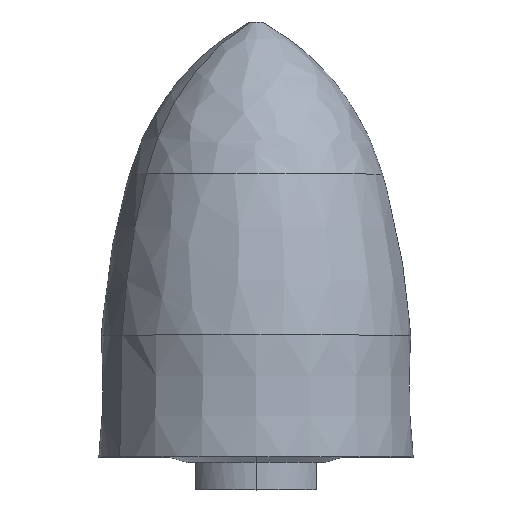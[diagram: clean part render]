
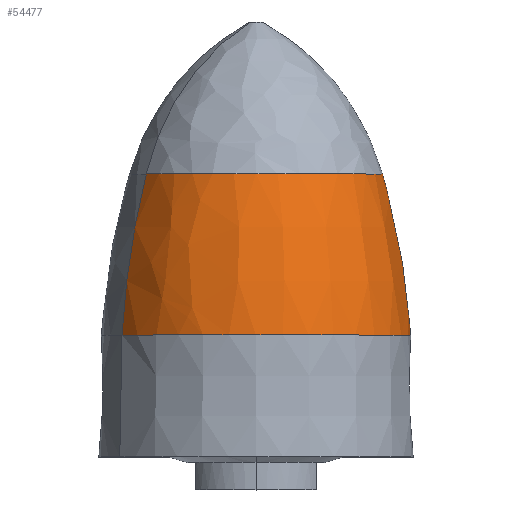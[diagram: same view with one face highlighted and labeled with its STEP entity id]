
A CAD part, top view. The second image highlights one B-rep face of the part: STEP entity #54477.
In plain terms, the highlighted free-form (B-spline) face has degree [3, 3] with [4, 4] control points.
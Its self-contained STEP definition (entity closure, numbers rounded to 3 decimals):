
#3094 = ORIENTED_EDGE ( 'NONE', *, *, #33216, .T. ) ;
#3336 = CARTESIAN_POINT ( 'NONE',  ( -79.314, 46.297, 39.657 ) ) ;
#3707 = CARTESIAN_POINT ( 'NONE',  ( 0., 31.97, -40.585 ) ) ;
#7463 =( BOUNDED_SURFACE ( )  B_SPLINE_SURFACE ( 3, 3, ( 
 ( #30998, #26378, #44932, #11841 ),
 ( #53586, #3336, #30403, #34829 ),
 ( #48752, #44529, #25989, #21169 ),
 ( #53384, #25786, #58056, #35022 ) ),
 .UNSPECIFIED., .F., .F., .F. ) 
 B_SPLINE_SURFACE_WITH_KNOTS ( ( 4, 4 ),
 ( 4, 4 ),
 ( 0., 1. ),
 ( 0., 1. ),
 .UNSPECIFIED. ) 
 GEOMETRIC_REPRESENTATION_ITEM ( )  RATIONAL_B_SPLINE_SURFACE ( (
 ( 1., 0.333, 0.333, 1.),
 ( 0.996, 0.332, 0.332, 0.996),
 ( 0.996, 0.332, 0.332, 0.996),
 ( 1., 0.333, 0.333, 1.) ) ) 
 REPRESENTATION_ITEM ( '' )  SURFACE ( )  );
#10440 = EDGE_CURVE ( 'NONE', #14772, #41607, #38328, .T. ) ;
#10588 = EDGE_LOOP ( 'NONE', ( #14071, #19538, #3094, #38856 ) ) ;
#11145 = CARTESIAN_POINT ( 'NONE',  ( 0., 74.24, -33.235 ) ) ;
#11612 = DIRECTION ( 'NONE',  ( 0., -1., 0. ) ) ;
#11841 = CARTESIAN_POINT ( 'NONE',  ( 0., 31.97, -40.585 ) ) ;
#14071 = ORIENTED_EDGE ( 'NONE', *, *, #10440, .F. ) ;
#14559 = CARTESIAN_POINT ( 'NONE',  ( 0., 74.24, 33.235 ) ) ;
#14636 = CARTESIAN_POINT ( 'NONE',  ( 0., 19.04, 158.997 ) ) ;
#14772 = VERTEX_POINT ( 'NONE', #16321 ) ;
#15324 = CIRCLE ( 'NONE', #48289, 33.235 ) ;
#16321 = CARTESIAN_POINT ( 'NONE',  ( 0., 31.97, 40.585 ) ) ;
#18176 = FACE_OUTER_BOUND ( 'NONE', #10588, .T. ) ;
#19057 = CARTESIAN_POINT ( 'NONE',  ( 0., 31.97, 0. ) ) ;
#19538 = ORIENTED_EDGE ( 'NONE', *, *, #57674, .T. ) ;
#21081 = VERTEX_POINT ( 'NONE', #11145 ) ;
#21169 = CARTESIAN_POINT ( 'NONE',  ( 0., 60.441, -37.197 ) ) ;
#23176 = DIRECTION ( 'NONE',  ( 0., 0., -1. ) ) ;
#23195 = CIRCLE ( 'NONE', #24229, 200. ) ;
#24229 = AXIS2_PLACEMENT_3D ( 'NONE', #25239, #57289, #29453 ) ;
#25239 = CARTESIAN_POINT ( 'NONE',  ( 0., 19.04, -158.997 ) ) ;
#25786 = CARTESIAN_POINT ( 'NONE',  ( -66.47, 74.24, 33.235 ) ) ;
#25989 = CARTESIAN_POINT ( 'NONE',  ( -74.395, 60.441, -37.197 ) ) ;
#26378 = CARTESIAN_POINT ( 'NONE',  ( -81.17, 31.97, 40.585 ) ) ;
#27472 = CIRCLE ( 'NONE', #35455, 200. ) ;
#29453 = DIRECTION ( 'NONE',  ( 0., 0., 1. ) ) ;
#30403 = CARTESIAN_POINT ( 'NONE',  ( -79.314, 46.297, -39.657 ) ) ;
#30998 = CARTESIAN_POINT ( 'NONE',  ( 0., 31.97, 40.585 ) ) ;
#33216 = EDGE_CURVE ( 'NONE', #45039, #21081, #15324, .T. ) ;
#34573 = AXIS2_PLACEMENT_3D ( 'NONE', #19057, #37562, #37341 ) ;
#34829 = CARTESIAN_POINT ( 'NONE',  ( 0., 46.297, -39.657 ) ) ;
#35022 = CARTESIAN_POINT ( 'NONE',  ( 0., 74.24, -33.235 ) ) ;
#35455 = AXIS2_PLACEMENT_3D ( 'NONE', #14636, #46098, #23176 ) ;
#37341 = DIRECTION ( 'NONE',  ( 0., 0., -1. ) ) ;
#37562 = DIRECTION ( 'NONE',  ( 0., -1., 0. ) ) ;
#38328 = CIRCLE ( 'NONE', #34573, 40.585 ) ;
#38856 = ORIENTED_EDGE ( 'NONE', *, *, #54790, .F. ) ;
#39254 = CARTESIAN_POINT ( 'NONE',  ( 0., 74.24, 0. ) ) ;
#41607 = VERTEX_POINT ( 'NONE', #3707 ) ;
#44529 = CARTESIAN_POINT ( 'NONE',  ( -74.395, 60.441, 37.197 ) ) ;
#44932 = CARTESIAN_POINT ( 'NONE',  ( -81.17, 31.97, -40.585 ) ) ;
#45039 = VERTEX_POINT ( 'NONE', #14559 ) ;
#46098 = DIRECTION ( 'NONE',  ( 1., 0., 0. ) ) ;
#48289 = AXIS2_PLACEMENT_3D ( 'NONE', #39254, #11612, #58019 ) ;
#48752 = CARTESIAN_POINT ( 'NONE',  ( 0., 60.441, 37.197 ) ) ;
#53384 = CARTESIAN_POINT ( 'NONE',  ( 0., 74.24, 33.235 ) ) ;
#53586 = CARTESIAN_POINT ( 'NONE',  ( 0., 46.297, 39.657 ) ) ;
#54477 = ADVANCED_FACE ( 'NONE', ( #18176 ), #7463, .T. ) ;
#54790 = EDGE_CURVE ( 'NONE', #41607, #21081, #27472, .T. ) ;
#57289 = DIRECTION ( 'NONE',  ( -1., 0., 0. ) ) ;
#57674 = EDGE_CURVE ( 'NONE', #14772, #45039, #23195, .T. ) ;
#58019 = DIRECTION ( 'NONE',  ( 0., 0., -1. ) ) ;
#58056 = CARTESIAN_POINT ( 'NONE',  ( -66.47, 74.24, -33.235 ) ) ;
